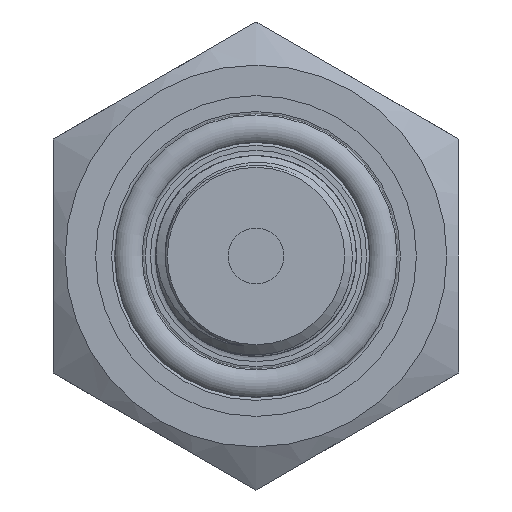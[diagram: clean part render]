
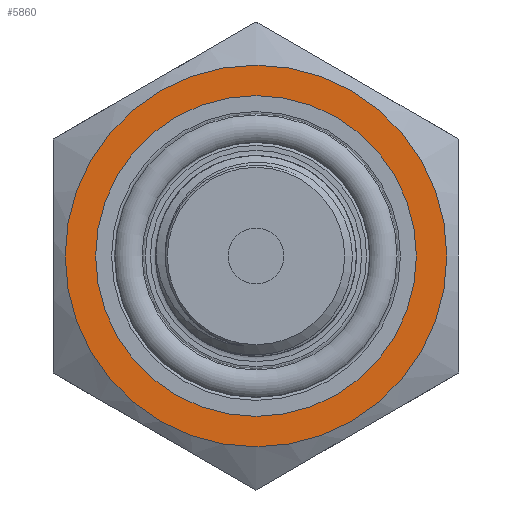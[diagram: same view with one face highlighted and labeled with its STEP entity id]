
A CAD part, left-side view. The second image highlights one B-rep face of the part: STEP entity #5860.
In plain terms, the highlighted planar face has unit normal (-1, 0, 0).
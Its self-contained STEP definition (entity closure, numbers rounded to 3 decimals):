
#316=FACE_BOUND('',#1049,.T.);
#352=PLANE('',#6104);
#684=FACE_OUTER_BOUND('',#1048,.T.);
#1048=EDGE_LOOP('',(#5387));
#1049=EDGE_LOOP('',(#5388));
#1117=CIRCLE('',#6044,11.3);
#1150=CIRCLE('',#6103,9.5);
#2758=VERTEX_POINT('',#13986);
#2795=VERTEX_POINT('',#15874);
#3600=EDGE_CURVE('',#2758,#2758,#1117,.T.);
#3663=EDGE_CURVE('',#2795,#2795,#1150,.T.);
#5387=ORIENTED_EDGE('',*,*,#3600,.T.);
#5388=ORIENTED_EDGE('',*,*,#3663,.T.);
#5860=ADVANCED_FACE('',(#684,#316),#352,.T.);
#6044=AXIS2_PLACEMENT_3D('',#13987,#6650,#6651);
#6103=AXIS2_PLACEMENT_3D('',#15875,#6780,#6781);
#6104=AXIS2_PLACEMENT_3D('',#15877,#6783,#6784);
#6650=DIRECTION('center_axis',(-1.,0.,0.));
#6651=DIRECTION('ref_axis',(0.,1.,0.));
#6780=DIRECTION('center_axis',(1.,0.,0.));
#6781=DIRECTION('ref_axis',(0.,0.,-1.));
#6783=DIRECTION('center_axis',(-1.,0.,0.));
#6784=DIRECTION('ref_axis',(0.,0.,1.));
#13986=CARTESIAN_POINT('',(14.,-11.3,0.));
#13987=CARTESIAN_POINT('Origin',(14.,0.,0.));
#15874=CARTESIAN_POINT('',(14.,-9.5,0.));
#15875=CARTESIAN_POINT('Origin',(14.,0.,0.));
#15877=CARTESIAN_POINT('Origin',(14.,12.,0.));
